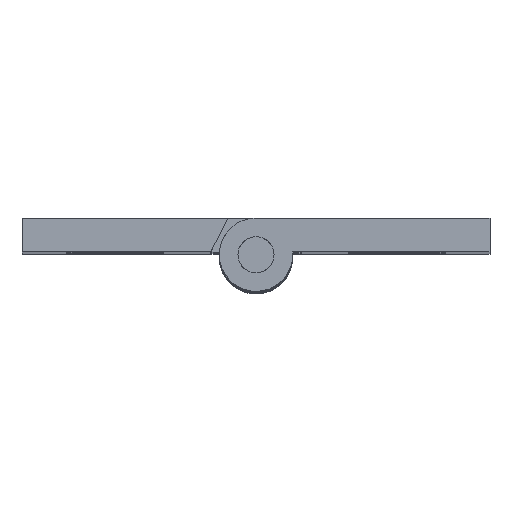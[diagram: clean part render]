
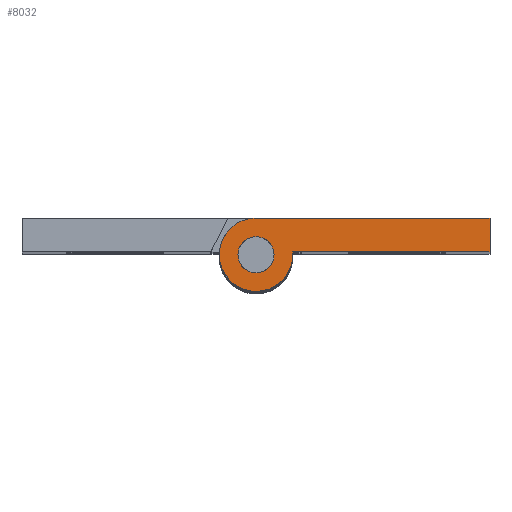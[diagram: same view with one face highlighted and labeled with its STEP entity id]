
A CAD part, top view. The second image highlights one B-rep face of the part: STEP entity #8032.
In plain terms, the highlighted free-form (B-spline) face has degree [1, 1] with [2, 2] control points.
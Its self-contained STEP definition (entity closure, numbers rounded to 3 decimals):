
#5625=CARTESIAN_POINT('',(0.126,-1.595,130.));
#5626=VERTEX_POINT('',#5625);
#5632=CARTESIAN_POINT('',(1.6,0.0,130.));
#5633=VERTEX_POINT('',#5632);
#5634=CARTESIAN_POINT('',(1.6,0.0,130.));
#5635=CARTESIAN_POINT('',(1.6,-1.479,130.));
#5636=CARTESIAN_POINT('',(0.126,-1.595,130.));
#5644=(BOUNDED_CURVE()B_SPLINE_CURVE(2,(#5634,#5635,#5636),.UNSPECIFIED.,.F.,.U.)B_SPLINE_CURVE_WITH_KNOTS((3,3),(0.0,0.236),.UNSPECIFIED.)CURVE()GEOMETRIC_REPRESENTATION_ITEM()RATIONAL_B_SPLINE_CURVE((1.0,0.723,0.97))REPRESENTATION_ITEM(''));
#5645=EDGE_CURVE('',#5633,#5626,#5644,.T.);
#5647=CARTESIAN_POINT('',(-0.126,1.595,130.));
#5648=VERTEX_POINT('',#5647);
#5649=CARTESIAN_POINT('',(-0.126,1.595,130.));
#5650=CARTESIAN_POINT('',(-0.063,1.6,130.));
#5651=CARTESIAN_POINT('',(0.0,1.6,130.));
#5652=CARTESIAN_POINT('',(1.6,1.6,130.));
#5653=CARTESIAN_POINT('',(1.6,0.0,130.));
#5661=(BOUNDED_CURVE()B_SPLINE_CURVE(2,(#5649,#5650,#5651,#5652,#5653),.UNSPECIFIED.,.F.,.U.)B_SPLINE_CURVE_WITH_KNOTS((3,2,3),(0.736,0.75,1.0),.UNSPECIFIED.)CURVE()GEOMETRIC_REPRESENTATION_ITEM()RATIONAL_B_SPLINE_CURVE((0.97,0.984,1.0,0.707,1.0))REPRESENTATION_ITEM(''));
#5662=EDGE_CURVE('',#5648,#5633,#5661,.T.);
#5738=CARTESIAN_POINT('',(-1.6,0.0,130.));
#5739=VERTEX_POINT('',#5738);
#5740=CARTESIAN_POINT('',(-1.6,0.0,130.));
#5741=CARTESIAN_POINT('',(-1.6,1.479,130.));
#5742=CARTESIAN_POINT('',(-0.126,1.595,130.));
#5750=(BOUNDED_CURVE()B_SPLINE_CURVE(2,(#5740,#5741,#5742),.UNSPECIFIED.,.F.,.U.)B_SPLINE_CURVE_WITH_KNOTS((3,3),(0.5,0.736),.UNSPECIFIED.)CURVE()GEOMETRIC_REPRESENTATION_ITEM()RATIONAL_B_SPLINE_CURVE((1.0,0.723,0.97))REPRESENTATION_ITEM(''));
#5751=EDGE_CURVE('',#5739,#5648,#5750,.T.);
#5753=CARTESIAN_POINT('',(0.126,-1.595,130.));
#5754=CARTESIAN_POINT('',(0.063,-1.6,130.));
#5755=CARTESIAN_POINT('',(0.0,-1.6,130.));
#5756=CARTESIAN_POINT('',(-1.6,-1.6,130.));
#5757=CARTESIAN_POINT('',(-1.6,0.0,130.));
#5765=(BOUNDED_CURVE()B_SPLINE_CURVE(2,(#5753,#5754,#5755,#5756,#5757),.UNSPECIFIED.,.F.,.U.)B_SPLINE_CURVE_WITH_KNOTS((3,2,3),(0.236,0.25,0.5),.UNSPECIFIED.)CURVE()GEOMETRIC_REPRESENTATION_ITEM()RATIONAL_B_SPLINE_CURVE((0.97,0.984,1.0,0.707,1.0))REPRESENTATION_ITEM(''));
#5766=EDGE_CURVE('',#5626,#5739,#5765,.T.);
#7940=CARTESIAN_POINT('',(20.75,0.25,130.));
#7941=VERTEX_POINT('',#7940);
#7942=CARTESIAN_POINT('',(20.75,3.25,130.));
#7943=VERTEX_POINT('',#7942);
#7944=CARTESIAN_POINT('',(20.75,0.25,130.));
#7945=CARTESIAN_POINT('',(20.75,3.25,130.));
#7946=QUASI_UNIFORM_CURVE('',1,(#7944,#7945),.UNSPECIFIED.,.F.,.U.);
#7947=EDGE_CURVE('',#7941,#7943,#7946,.T.);
#7971=CARTESIAN_POINT('',(-4.449,-3.575,130.));
#7972=CARTESIAN_POINT('',(21.949,-3.575,130.));
#7973=CARTESIAN_POINT('',(-4.449,3.575,130.));
#7974=CARTESIAN_POINT('',(21.949,3.575,130.));
#7975=B_SPLINE_SURFACE_WITH_KNOTS('',1,1,((#7971,#7973),(#7972,#7974)),.UNSPECIFIED.,.F.,.F.,.U.,(2,2),(2,2),(0.0,26.398),(0.0,7.149),.UNSPECIFIED.);
#7976=ORIENTED_EDGE('',*,*,#7947,.T.);
#7977=CARTESIAN_POINT('',(0.0,3.25,130.));
#7978=VERTEX_POINT('',#7977);
#7979=CARTESIAN_POINT('',(20.75,3.25,130.));
#7980=CARTESIAN_POINT('',(0.0,3.25,130.));
#7981=QUASI_UNIFORM_CURVE('',1,(#7979,#7980),.UNSPECIFIED.,.F.,.U.);
#7982=EDGE_CURVE('',#7943,#7978,#7981,.T.);
#7983=ORIENTED_EDGE('',*,*,#7982,.T.);
#7984=CARTESIAN_POINT('',(3.25,0.0,130.));
#7985=VERTEX_POINT('',#7984);
#7986=CARTESIAN_POINT('',(3.25,0.0,130.));
#7987=CARTESIAN_POINT('',(3.25,-0.299,130.));
#7988=CARTESIAN_POINT('',(3.186,-0.758,130.));
#7989=CARTESIAN_POINT('',(2.946,-1.415,130.));
#7990=CARTESIAN_POINT('',(2.599,-2.003,130.));
#7991=CARTESIAN_POINT('',(2.094,-2.521,130.));
#7992=CARTESIAN_POINT('',(1.506,-2.903,130.));
#7993=CARTESIAN_POINT('',(0.837,-3.173,130.));
#7994=CARTESIAN_POINT('',(0.1,-3.28,130.));
#7995=CARTESIAN_POINT('',(-0.658,-3.208,130.));
#7996=CARTESIAN_POINT('',(-1.251,-3.02,130.));
#7997=CARTESIAN_POINT('',(-1.833,-2.709,130.));
#7998=CARTESIAN_POINT('',(-2.331,-2.302,130.));
#7999=CARTESIAN_POINT('',(-2.752,-1.766,130.));
#8000=CARTESIAN_POINT('',(-3.08,-1.124,130.));
#8001=CARTESIAN_POINT('',(-3.279,-0.323,130.));
#8002=CARTESIAN_POINT('',(-3.241,0.543,130.));
#8003=CARTESIAN_POINT('',(-3.009,1.29,130.));
#8004=CARTESIAN_POINT('',(-2.626,1.972,130.));
#8005=CARTESIAN_POINT('',(-2.029,2.599,130.));
#8006=CARTESIAN_POINT('',(-1.117,3.116,130.));
#8007=CARTESIAN_POINT('',(-0.399,3.25,130.));
#8008=CARTESIAN_POINT('',(0.0,3.25,130.));
#8009=B_SPLINE_CURVE_WITH_KNOTS('',3,(#7986,#7987,#7988,#7989,#7990,#7991,#7992,#7993,#7994,#7995,#7996,#7997,#7998,#7999,#8000,#8001,#8002,#8003,#8004,#8005,#8006,#8007,#8008),.UNSPECIFIED.,.F.,.U.,(4,1,1,1,1,1,1,1,1,1,1,1,1,1,1,1,1,1,1,1,4),(0.,0.897,1.376,2.094,2.931,3.53,4.188,5.085,5.743,6.461,6.94,7.718,8.376,8.974,9.871,10.829,11.546,12.205,13.162,14.119,15.315),.UNSPECIFIED.);
#8010=EDGE_CURVE('',#7985,#7978,#8009,.T.);
#8011=ORIENTED_EDGE('',*,*,#8010,.F.);
#8012=CARTESIAN_POINT('',(3.25,0.25,130.));
#8013=VERTEX_POINT('',#8012);
#8014=CARTESIAN_POINT('',(3.25,0.0,130.));
#8015=CARTESIAN_POINT('',(3.25,0.25,130.));
#8016=QUASI_UNIFORM_CURVE('',1,(#8014,#8015),.UNSPECIFIED.,.F.,.U.);
#8017=EDGE_CURVE('',#7985,#8013,#8016,.T.);
#8018=ORIENTED_EDGE('',*,*,#8017,.T.);
#8019=CARTESIAN_POINT('',(3.25,0.25,130.));
#8020=CARTESIAN_POINT('',(20.75,0.25,130.));
#8021=QUASI_UNIFORM_CURVE('',1,(#8019,#8020),.UNSPECIFIED.,.F.,.U.);
#8022=EDGE_CURVE('',#8013,#7941,#8021,.T.);
#8023=ORIENTED_EDGE('',*,*,#8022,.T.);
#8024=EDGE_LOOP('',(#7976,#7983,#8011,#8018,#8023));
#8025=FACE_OUTER_BOUND('',#8024,.T.);
#8026=ORIENTED_EDGE('',*,*,#5751,.T.);
#8027=ORIENTED_EDGE('',*,*,#5662,.T.);
#8028=ORIENTED_EDGE('',*,*,#5645,.T.);
#8029=ORIENTED_EDGE('',*,*,#5766,.T.);
#8030=EDGE_LOOP('',(#8026,#8027,#8028,#8029));
#8031=FACE_BOUND('',#8030,.T.);
#8032=ADVANCED_FACE('',(#8025,#8031),#7975,.T.);
